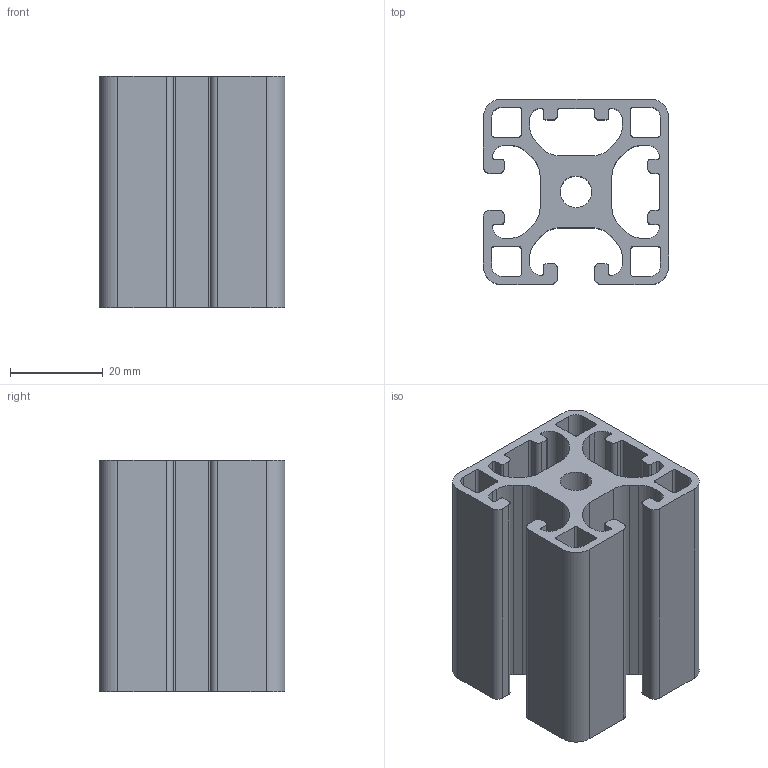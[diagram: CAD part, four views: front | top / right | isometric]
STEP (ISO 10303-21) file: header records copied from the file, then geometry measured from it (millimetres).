
FILE_DESCRIPTION (( 'STEP AP214' ), '1' );
FILE_NAME ('BASE08E0128-Profilé 8 40x40 2N90 léger.STEP', '2023-03-16T14:05:09', ( '' ), ( '' ), 'SwSTEP 2.0', 'SolidWorks 2021', '' );
FILE_SCHEMA (( 'AUTOMOTIVE_DESIGN' ));
Length unit declared in the file: millimetre
Products named in the file (1): BASE08E0128-Profilé 8 40x40 2N90 léger
Bounding box: 40 x 40 x 50 mm (x, y, z)
Volume: 34560.1 mm3; surface area: 25673.2 mm2
Topology: 1 solids, 1 shells, 152 faces, 450 edges, 300 vertices
Faces by surface type: cylinder 78, plane 74
Entity records: 5192 total; most frequent: DIRECTION 912, CARTESIAN_POINT 903, ORIENTED_EDGE 900, EDGE_CURVE 450, AXIS2_PLACEMENT_3D 309, VERTEX_POINT 300, VECTOR 294, LINE 294
